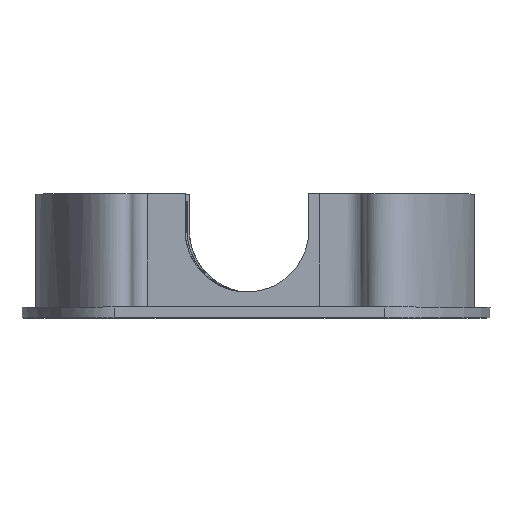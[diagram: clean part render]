
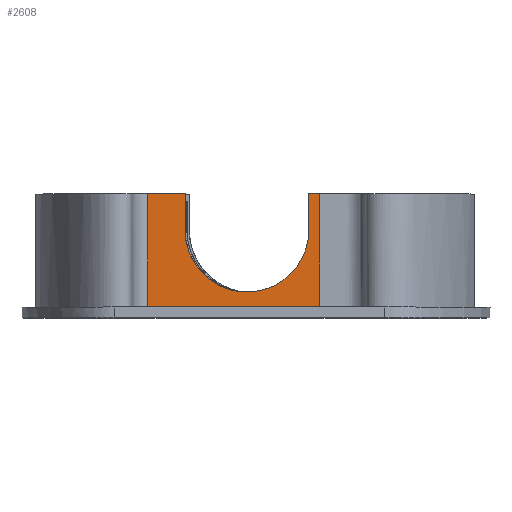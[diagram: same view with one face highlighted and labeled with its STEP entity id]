
A CAD part, top view. The second image highlights one B-rep face of the part: STEP entity #2608.
In plain terms, the highlighted free-form (B-spline) face has degree [1, 1] with [2, 2] control points.
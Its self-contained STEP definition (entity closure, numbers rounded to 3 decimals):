
#604 = VERTEX_POINT('',#605);
#605 = CARTESIAN_POINT('',(15.436,3.,29.032));
#654 = EDGE_CURVE('',#604,#655,#657,.T.);
#655 = VERTEX_POINT('',#656);
#656 = CARTESIAN_POINT('',(-33.204,3.,27.896));
#657 = B_SPLINE_CURVE_WITH_KNOTS('',1,(#658,#659),.UNSPECIFIED.,.F.,.F.,
  (2,2),(-3.375,1.491),.PIECEWISE_BEZIER_KNOTS.);
#658 = CARTESIAN_POINT('',(15.436,3.,29.032));
#659 = CARTESIAN_POINT('',(-33.204,3.,27.896));
#2499 = EDGE_CURVE('',#2500,#2502,#2504,.T.);
#2500 = VERTEX_POINT('',#2501);
#2501 = CARTESIAN_POINT('',(12.314,24.757,
    28.959));
#2502 = VERTEX_POINT('',#2503);
#2503 = CARTESIAN_POINT('',(-22.677,24.757,
    28.142));
#2504 = ( BOUNDED_CURVE() B_SPLINE_CURVE(2,(#2505,#2506,#2507,#2508,
#2509),.UNSPECIFIED.,.F.,.F.) B_SPLINE_CURVE_WITH_KNOTS((3,2,3),(0.,
1.571,3.142),.UNSPECIFIED.) CURVE() 
GEOMETRIC_REPRESENTATION_ITEM() RATIONAL_B_SPLINE_CURVE((1.,
0.707,1.,0.707,1.)) REPRESENTATION_ITEM('') );
#2505 = CARTESIAN_POINT('',(12.314,24.757,
    28.959));
#2506 = CARTESIAN_POINT('',(12.314,7.257,
    28.959));
#2507 = CARTESIAN_POINT('',(-5.182,7.257,
    28.55));
#2508 = CARTESIAN_POINT('',(-22.677,7.257,
    28.142));
#2509 = CARTESIAN_POINT('',(-22.677,24.757,
    28.142));
#2568 = EDGE_CURVE('',#2502,#2569,#2571,.T.);
#2569 = VERTEX_POINT('',#2570);
#2570 = CARTESIAN_POINT('',(-22.677,35.,28.142));
#2571 = B_SPLINE_CURVE_WITH_KNOTS('',1,(#2572,#2573),.UNSPECIFIED.,.F.,
  .F.,(2,2),(0.726,1.75),.PIECEWISE_BEZIER_KNOTS.);
#2572 = CARTESIAN_POINT('',(-22.677,24.757,
    28.142));
#2573 = CARTESIAN_POINT('',(-22.677,35.,28.142));
#2590 = EDGE_CURVE('',#2591,#2500,#2593,.T.);
#2591 = VERTEX_POINT('',#2592);
#2592 = CARTESIAN_POINT('',(12.314,35.,28.959));
#2593 = B_SPLINE_CURVE_WITH_KNOTS('',1,(#2594,#2595),.UNSPECIFIED.,.F.,
  .F.,(2,2),(-2.262,-1.238),.PIECEWISE_BEZIER_KNOTS.);
#2594 = CARTESIAN_POINT('',(12.314,35.,28.959));
#2595 = CARTESIAN_POINT('',(12.314,24.757,
    28.959));
#2608 = ADVANCED_FACE('',(#2609),#2639,.T.);
#2609 = FACE_BOUND('',#2610,.T.);
#2610 = EDGE_LOOP('',(#2611,#2612,#2613,#2614,#2621,#2626,#2627,#2634));
#2611 = ORIENTED_EDGE('',*,*,#2590,.T.);
#2612 = ORIENTED_EDGE('',*,*,#2499,.T.);
#2613 = ORIENTED_EDGE('',*,*,#2568,.T.);
#2614 = ORIENTED_EDGE('',*,*,#2615,.F.);
#2615 = EDGE_CURVE('',#2616,#2569,#2618,.T.);
#2616 = VERTEX_POINT('',#2617);
#2617 = CARTESIAN_POINT('',(-33.204,35.,27.896));
#2618 = B_SPLINE_CURVE_WITH_KNOTS('',1,(#2619,#2620),.UNSPECIFIED.,.F.,
  .F.,(2,2),(-1.477,-0.424),.PIECEWISE_BEZIER_KNOTS.);
#2619 = CARTESIAN_POINT('',(-33.204,35.,27.896));
#2620 = CARTESIAN_POINT('',(-22.677,35.,28.142));
#2621 = ORIENTED_EDGE('',*,*,#2622,.F.);
#2622 = EDGE_CURVE('',#655,#2616,#2623,.T.);
#2623 = B_SPLINE_CURVE_WITH_KNOTS('',1,(#2624,#2625),.UNSPECIFIED.,.F.,
  .F.,(2,2),(0.3,3.5),.PIECEWISE_BEZIER_KNOTS.);
#2624 = CARTESIAN_POINT('',(-33.204,3.,27.896));
#2625 = CARTESIAN_POINT('',(-33.204,35.,27.896));
#2626 = ORIENTED_EDGE('',*,*,#654,.F.);
#2627 = ORIENTED_EDGE('',*,*,#2628,.T.);
#2628 = EDGE_CURVE('',#604,#2629,#2631,.T.);
#2629 = VERTEX_POINT('',#2630);
#2630 = CARTESIAN_POINT('',(15.436,35.,29.032));
#2631 = B_SPLINE_CURVE_WITH_KNOTS('',1,(#2632,#2633),.UNSPECIFIED.,.F.,
  .F.,(2,2),(0.3,3.5),.PIECEWISE_BEZIER_KNOTS.);
#2632 = CARTESIAN_POINT('',(15.436,3.,29.032));
#2633 = CARTESIAN_POINT('',(15.436,35.,29.032));
#2634 = ORIENTED_EDGE('',*,*,#2635,.F.);
#2635 = EDGE_CURVE('',#2591,#2629,#2636,.T.);
#2636 = B_SPLINE_CURVE_WITH_KNOTS('',1,(#2637,#2638),.UNSPECIFIED.,.F.,
  .F.,(2,2),(3.076,3.389),.PIECEWISE_BEZIER_KNOTS.);
#2637 = CARTESIAN_POINT('',(12.314,35.,28.959));
#2638 = CARTESIAN_POINT('',(15.436,35.,29.032));
#2639 = B_SPLINE_SURFACE_WITH_KNOTS('',1,1,(
    (#2640,#2641)
    ,(#2642,#2643
    )),.UNSPECIFIED.,.F.,.F.,.F.,(2,2),(2,2),(-0.001,4.866),(
    0.299,3.501),.PIECEWISE_BEZIER_KNOTS.);
#2640 = CARTESIAN_POINT('',(-33.214,2.99,27.896));
#2641 = CARTESIAN_POINT('',(-33.214,35.01,27.896));
#2642 = CARTESIAN_POINT('',(15.446,2.99,29.032));
#2643 = CARTESIAN_POINT('',(15.446,35.01,29.032));
